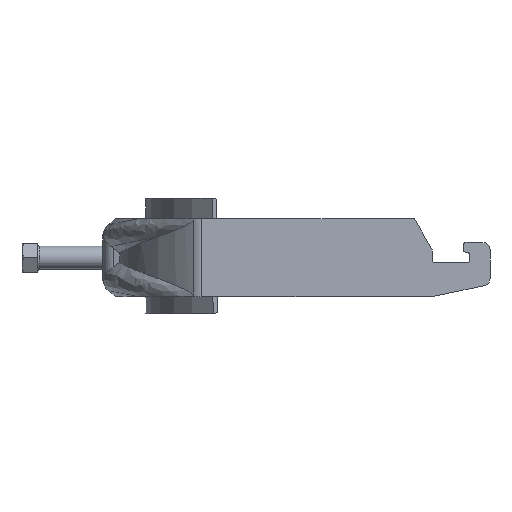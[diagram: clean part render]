
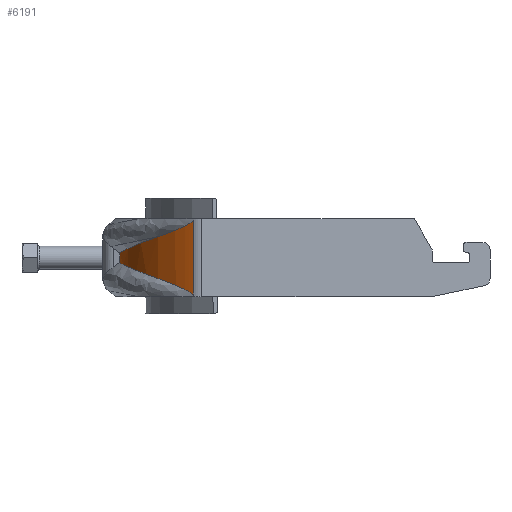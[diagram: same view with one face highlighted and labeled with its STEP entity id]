
A CAD part, left-side view. The second image highlights one B-rep face of the part: STEP entity #6191.
In plain terms, the highlighted cylindrical face has radius 65 mm (diameter 130 mm), a partial arc.
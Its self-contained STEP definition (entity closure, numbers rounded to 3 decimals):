
#148 = CARTESIAN_POINT ( 'NONE',  ( -50.326, -28.352, -10.946 ) ) ;
#222 = CARTESIAN_POINT ( 'NONE',  ( -38.98, -17.421, 6.643 ) ) ;
#290 = CARTESIAN_POINT ( 'NONE',  ( -40.985, -19.05, 7.22 ) ) ;
#493 = LINE ( 'NONE', #4428, #1912 ) ;
#628 = CARTESIAN_POINT ( 'NONE',  ( -43.441, -21.138, -7.971 ) ) ;
#701 = CARTESIAN_POINT ( 'NONE',  ( -48.295, -25.99, 9.874 ) ) ;
#773 = CARTESIAN_POINT ( 'NONE',  ( -49.232, -27.053, 10.342 ) ) ;
#1536 = CARTESIAN_POINT ( 'NONE',  ( -25.41, -9.616, 3.608 ) ) ;
#1613 = CARTESIAN_POINT ( 'NONE',  ( -12.852, -5.783, 1.654 ) ) ;
#1857 = CARTESIAN_POINT ( 'NONE',  ( -51.008, -29.206, 11.4 ) ) ;
#1912 = VECTOR ( 'NONE', #10463, 1000. ) ;
#1950 = CARTESIAN_POINT ( 'NONE',  ( -14.862, -6.189, -1.917 ) ) ;
#2684 = CARTESIAN_POINT ( 'NONE',  ( -34.094, -14.155, 5.429 ) ) ;
#2852 = CARTESIAN_POINT ( 'NONE',  ( -20.805, -7.885, -2.813 ) ) ;
#2928 = CARTESIAN_POINT ( 'NONE',  ( -44.187, -21.818, -8.222 ) ) ;
#2956 = AXIS2_PLACEMENT_3D ( 'NONE', #11675, #11918, #11750 ) ;
#3007 = CARTESIAN_POINT ( 'NONE',  ( -41.915, -19.81, -7.489 ) ) ;
#3080 = CARTESIAN_POINT ( 'NONE',  ( -52.542, -31.233, -12.939 ) ) ;
#3161 = CARTESIAN_POINT ( 'NONE',  ( -51.625, -30.003, 11.886 ) ) ;
#3453 = B_SPLINE_CURVE_WITH_KNOTS ( 'NONE', 3,
 ( #9288, #15789, #11888, #13351, #15553, #11966, #3161, #1857, #15710, #6851, #773, #701, #10747, #10510, #4635, #4555, #8309, #5619, #13111, #9529 ),
 .UNSPECIFIED., .F., .F.,
 ( 4, 2, 2, 2, 2, 2, 2, 2, 2, 4 ),
 ( 0.068, 0.069, 0.069, 0.07, 0.073, 0.075, 0.077, 0.082, 0.084, 0.086 ),
 .UNSPECIFIED. ) ;
#3560 = VERTEX_POINT ( 'NONE', #7347 ) ;
#3646 = LINE ( 'NONE', #5120, #5563 ) ;
#3919 = CARTESIAN_POINT ( 'NONE',  ( -52.542, -31.233, -12.939 ) ) ;
#3960 = DIRECTION ( 'NONE',  ( 0., 0., 1. ) ) ;
#3985 = CARTESIAN_POINT ( 'NONE',  ( -52.542, -31.233, 12.939 ) ) ;
#4068 = CARTESIAN_POINT ( 'NONE',  ( -36.87, -15.904, 6.089 ) ) ;
#4155 = CARTESIAN_POINT ( 'NONE',  ( -41.135, -19.162, -7.26 ) ) ;
#4318 = CARTESIAN_POINT ( 'NONE',  ( -22.733, -8.571, -3.136 ) ) ;
#4428 = CARTESIAN_POINT ( 'NONE',  ( -12.852, -5.783, -13.5 ) ) ;
#4555 = CARTESIAN_POINT ( 'NONE',  ( -43.739, -21.413, 8.073 ) ) ;
#4635 = CARTESIAN_POINT ( 'NONE',  ( -45.325, -22.887, 8.624 ) ) ;
#4993 = ORIENTED_EDGE ( 'NONE', *, *, #6982, .T. ) ;
#5120 = CARTESIAN_POINT ( 'NONE',  ( -52.542, -31.233, -13.5 ) ) ;
#5151 = CARTESIAN_POINT ( 'NONE',  ( -15.45, -6.349, 2.004 ) ) ;
#5230 = CARTESIAN_POINT ( 'NONE',  ( -51.925, -30.399, -12.158 ) ) ;
#5303 = CARTESIAN_POINT ( 'NONE',  ( -31.831, -12.824, 4.916 ) ) ;
#5463 = CARTESIAN_POINT ( 'NONE',  ( -30.11, -11.88, 4.544 ) ) ;
#5469 = CARTESIAN_POINT ( 'NONE',  ( -39.543, -17.902, -6.811 ) ) ;
#5486 = FACE_OUTER_BOUND ( 'NONE', #9561, .T. ) ;
#5548 = CARTESIAN_POINT ( 'NONE',  ( -28.382, -10.882, -4.158 ) ) ;
#5563 = VECTOR ( 'NONE', #3960, 1000. ) ;
#5619 = CARTESIAN_POINT ( 'NONE',  ( -42.106, -19.977, 7.55 ) ) ;
#6191 = ADVANCED_FACE ( 'NONE', ( #5486 ), #8099, .T. ) ;
#6384 = CARTESIAN_POINT ( 'NONE',  ( -52.251, -30.837, -12.509 ) ) ;
#6462 = CARTESIAN_POINT ( 'NONE',  ( -52.313, -30.921, -12.586 ) ) ;
#6536 = CARTESIAN_POINT ( 'NONE',  ( -18., -7.028, 2.377 ) ) ;
#6597 = EDGE_CURVE ( 'NONE', #16078, #3560, #15658, .T. ) ;
#6620 = CARTESIAN_POINT ( 'NONE',  ( -47.734, -25.37, -9.612 ) ) ;
#6851 = CARTESIAN_POINT ( 'NONE',  ( -49.688, -27.589, 10.587 ) ) ;
#6982 = EDGE_CURVE ( 'NONE', #15429, #3560, #493, .T. ) ;
#7347 = CARTESIAN_POINT ( 'NONE',  ( -12.852, -5.783, -1.654 ) ) ;
#7841 = CARTESIAN_POINT ( 'NONE',  ( -31.971, -12.76, -4.907 ) ) ;
#8082 = CARTESIAN_POINT ( 'NONE',  ( -16.856, -6.69, -2.202 ) ) ;
#8099 = CYLINDRICAL_SURFACE ( 'NONE', #2956, 65. ) ;
#8309 = CARTESIAN_POINT ( 'NONE',  ( -43.201, -20.929, 7.895 ) ) ;
#8372 = ORIENTED_EDGE ( 'NONE', *, *, #6597, .F. ) ;
#8411 = CARTESIAN_POINT ( 'NONE',  ( -12.852, -5.783, 1.654 ) ) ;
#8664 = ORIENTED_EDGE ( 'NONE', *, *, #11279, .T. ) ;
#8781 = VERTEX_POINT ( 'NONE', #290 ) ;
#8968 = CARTESIAN_POINT ( 'NONE',  ( -14.155, -6.046, 1.825 ) ) ;
#8975 = CARTESIAN_POINT ( 'NONE',  ( -49.699, -27.596, -10.588 ) ) ;
#9288 = CARTESIAN_POINT ( 'NONE',  ( -52.542, -31.233, 12.939 ) ) ;
#9529 = CARTESIAN_POINT ( 'NONE',  ( -40.985, -19.05, 7.22 ) ) ;
#9561 = EDGE_LOOP ( 'NONE', ( #8372, #8664, #13464, #11227, #4993 ) ) ;
#10198 = CARTESIAN_POINT ( 'NONE',  ( -22.988, -8.644, 3.175 ) ) ;
#10204 = CARTESIAN_POINT ( 'NONE',  ( -51.509, -29.851, -11.782 ) ) ;
#10435 = CARTESIAN_POINT ( 'NONE',  ( -12.852, -5.783, -1.654 ) ) ;
#10463 = DIRECTION ( 'NONE',  ( 0., 0., -1. ) ) ;
#10510 = CARTESIAN_POINT ( 'NONE',  ( -46.344, -23.901, 9.014 ) ) ;
#10747 = CARTESIAN_POINT ( 'NONE',  ( -47.814, -25.463, 9.653 ) ) ;
#11227 = ORIENTED_EDGE ( 'NONE', *, *, #15741, .F. ) ;
#11279 = EDGE_CURVE ( 'NONE', #16078, #12421, #3646, .T. ) ;
#11343 = CARTESIAN_POINT ( 'NONE',  ( -51.219, -29.477, -11.563 ) ) ;
#11416 = CARTESIAN_POINT ( 'NONE',  ( -32.401, -13.147, 5.042 ) ) ;
#11420 = CARTESIAN_POINT ( 'NONE',  ( -52.059, -30.579, -12.29 ) ) ;
#11495 = CARTESIAN_POINT ( 'NONE',  ( -40.985, -19.05, 7.22 ) ) ;
#11659 = CARTESIAN_POINT ( 'NONE',  ( -38.731, -17.289, -6.591 ) ) ;
#11675 = CARTESIAN_POINT ( 'NONE',  ( 0., -69.5, -13.5 ) ) ;
#11750 = DIRECTION ( 'NONE',  ( 1., 0., 0. ) ) ;
#11816 = CARTESIAN_POINT ( 'NONE',  ( -46.355, -23.923, -9.027 ) ) ;
#11888 = CARTESIAN_POINT ( 'NONE',  ( -52.383, -31.016, 12.677 ) ) ;
#11918 = DIRECTION ( 'NONE',  ( 0., 0., 1. ) ) ;
#11966 = CARTESIAN_POINT ( 'NONE',  ( -51.825, -30.266, 12.058 ) ) ;
#12421 = VERTEX_POINT ( 'NONE', #3985 ) ;
#12563 = CARTESIAN_POINT ( 'NONE',  ( -52.49, -31.162, -12.839 ) ) ;
#12726 = CARTESIAN_POINT ( 'NONE',  ( -48.404, -26.106, -9.92 ) ) ;
#13111 = CARTESIAN_POINT ( 'NONE',  ( -41.549, -19.508, 7.382 ) ) ;
#13119 = CARTESIAN_POINT ( 'NONE',  ( -45.644, -23.211, -8.751 ) ) ;
#13351 = CARTESIAN_POINT ( 'NONE',  ( -52.205, -30.775, 12.452 ) ) ;
#13464 = ORIENTED_EDGE ( 'NONE', *, *, #16031, .T. ) ;
#13933 = CARTESIAN_POINT ( 'NONE',  ( -33.531, -13.813, 5.298 ) ) ;
#13939 = CARTESIAN_POINT ( 'NONE',  ( -52.433, -31.083, -12.751 ) ) ;
#14019 = CARTESIAN_POINT ( 'NONE',  ( -36.232, -15.526, -5.944 ) ) ;
#14170 = CARTESIAN_POINT ( 'NONE',  ( -19.259, -7.405, 2.571 ) ) ;
#14514 = B_SPLINE_CURVE_WITH_KNOTS ( 'NONE', 3,
 ( #1613, #8968, #5151, #6536, #14170, #10198, #1536, #15316, #5463, #5303, #11416, #13933, #2684, #4068, #222, #11495 ),
 .UNSPECIFIED., .F., .F.,
 ( 4, 2, 2, 2, 2, 2, 2, 4 ),
 ( 0.133, 0.137, 0.141, 0.149, 0.153, 0.155, 0.157, 0.165 ),
 .UNSPECIFIED. ) ;
#15316 = CARTESIAN_POINT ( 'NONE',  ( -28.947, -11.287, 4.304 ) ) ;
#15323 = CARTESIAN_POINT ( 'NONE',  ( -37.075, -16.1, -6.157 ) ) ;
#15429 = VERTEX_POINT ( 'NONE', #8411 ) ;
#15553 = CARTESIAN_POINT ( 'NONE',  ( -52.112, -30.649, 12.349 ) ) ;
#15658 = B_SPLINE_CURVE_WITH_KNOTS ( 'NONE', 3,
 ( #3919, #12563, #13939, #6462, #6384, #11420, #5230, #10204, #11343, #148, #8975, #12726, #6620, #11816, #13119, #2928, #628, #3007, #4155, #5469, #11659, #15323, #14019, #7841, #5548, #4318, #2852, #8082, #1950, #10435 ),
 .UNSPECIFIED., .F., .F.,
 ( 4, 2, 2, 2, 2, 2, 2, 2, 2, 2, 2, 2, 2, 2, 4 ),
 ( 0.01, 0.01, 0.011, 0.012, 0.013, 0.016, 0.019, 0.023, 0.026, 0.029, 0.032, 0.035, 0.048, 0.054, 0.06 ),
 .UNSPECIFIED. ) ;
#15710 = CARTESIAN_POINT ( 'NONE',  ( -50.576, -28.664, 11.116 ) ) ;
#15741 = EDGE_CURVE ( 'NONE', #15429, #8781, #14514, .T. ) ;
#15789 = CARTESIAN_POINT ( 'NONE',  ( -52.468, -31.132, 12.797 ) ) ;
#16031 = EDGE_CURVE ( 'NONE', #12421, #8781, #3453, .T. ) ;
#16078 = VERTEX_POINT ( 'NONE', #3080 ) ;
